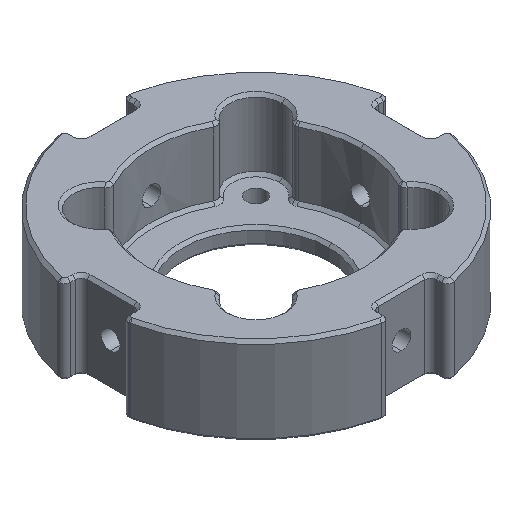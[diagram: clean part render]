
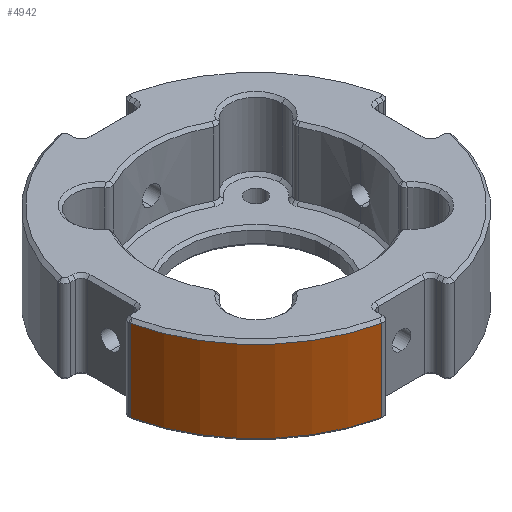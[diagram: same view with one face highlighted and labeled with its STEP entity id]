
A CAD part, isometric view. The second image highlights one B-rep face of the part: STEP entity #4942.
In plain terms, the highlighted cylindrical face has radius 28.5 mm (diameter 57 mm), a partial arc.
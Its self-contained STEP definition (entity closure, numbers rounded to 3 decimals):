
#115 = VERTEX_POINT ( 'NONE', #1353 ) ;
#150 = DIRECTION ( 'NONE',  ( 0., 0., 1. ) ) ;
#485 = CARTESIAN_POINT ( 'NONE',  ( 0., 0., 0.5 ) ) ;
#520 = ORIENTED_EDGE ( 'NONE', *, *, #954, .T. ) ;
#592 = ORIENTED_EDGE ( 'NONE', *, *, #926, .T. ) ;
#686 = CIRCLE ( 'NONE', #4734, 28.5 ) ;
#926 = EDGE_CURVE ( 'NONE', #1396, #2546, #2157, .T. ) ;
#954 = EDGE_CURVE ( 'NONE', #115, #4665, #686, .T. ) ;
#1022 = EDGE_CURVE ( 'NONE', #2546, #115, #5429, .T. ) ;
#1353 = CARTESIAN_POINT ( 'NONE',  ( -6.218, -27.813, 14.5 ) ) ;
#1396 = VERTEX_POINT ( 'NONE', #2294 ) ;
#1459 = FACE_OUTER_BOUND ( 'NONE', #2273, .T. ) ;
#1594 = VECTOR ( 'NONE', #1874, 1000. ) ;
#1874 = DIRECTION ( 'NONE',  ( 0., 0., -1. ) ) ;
#1893 = CARTESIAN_POINT ( 'NONE',  ( -27.813, -6.218, 14.5 ) ) ;
#2157 = CIRCLE ( 'NONE', #4542, 28.5 ) ;
#2273 = EDGE_LOOP ( 'NONE', ( #4020, #520, #2784, #592 ) ) ;
#2294 = CARTESIAN_POINT ( 'NONE',  ( -27.813, -6.218, 0.5 ) ) ;
#2317 = CYLINDRICAL_SURFACE ( 'NONE', #4899, 28.5 ) ;
#2376 = DIRECTION ( 'NONE',  ( 1., 0., 0. ) ) ;
#2419 = EDGE_CURVE ( 'NONE', #4665, #1396, #4068, .T. ) ;
#2546 = VERTEX_POINT ( 'NONE', #2967 ) ;
#2784 = ORIENTED_EDGE ( 'NONE', *, *, #2419, .T. ) ;
#2967 = CARTESIAN_POINT ( 'NONE',  ( -6.218, -27.813, 0.5 ) ) ;
#3193 = CARTESIAN_POINT ( 'NONE',  ( -6.218, -27.813, 15. ) ) ;
#3213 = DIRECTION ( 'NONE',  ( 0., 0., -1. ) ) ;
#3586 = CARTESIAN_POINT ( 'NONE',  ( 0., 0., 15. ) ) ;
#3669 = DIRECTION ( 'NONE',  ( -1., 0., 0. ) ) ;
#4020 = ORIENTED_EDGE ( 'NONE', *, *, #1022, .T. ) ;
#4068 = LINE ( 'NONE', #4584, #1594 ) ;
#4077 = DIRECTION ( 'NONE',  ( 0., 0., -1. ) ) ;
#4137 = CARTESIAN_POINT ( 'NONE',  ( 0., 0., 14.5 ) ) ;
#4169 = DIRECTION ( 'NONE',  ( 0., 0., 1. ) ) ;
#4542 = AXIS2_PLACEMENT_3D ( 'NONE', #485, #150, #2376 ) ;
#4584 = CARTESIAN_POINT ( 'NONE',  ( -27.813, -6.218, 15. ) ) ;
#4638 = VECTOR ( 'NONE', #4169, 1000. ) ;
#4665 = VERTEX_POINT ( 'NONE', #1893 ) ;
#4734 = AXIS2_PLACEMENT_3D ( 'NONE', #4137, #3213, #5406 ) ;
#4899 = AXIS2_PLACEMENT_3D ( 'NONE', #3586, #4077, #3669 ) ;
#4942 = ADVANCED_FACE ( 'NONE', ( #1459 ), #2317, .T. ) ;
#5406 = DIRECTION ( 'NONE',  ( 1., 0., 0. ) ) ;
#5429 = LINE ( 'NONE', #3193, #4638 ) ;
